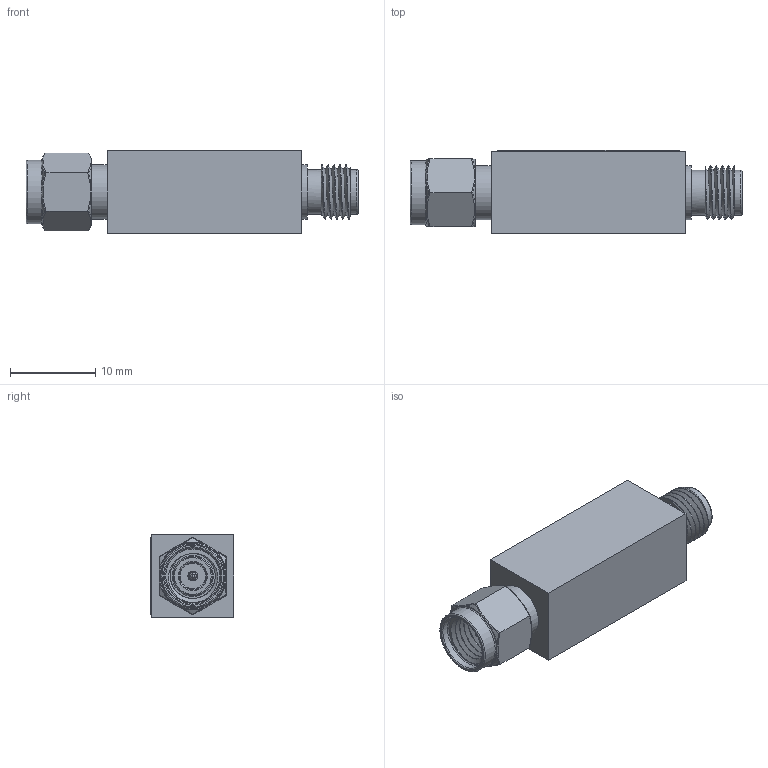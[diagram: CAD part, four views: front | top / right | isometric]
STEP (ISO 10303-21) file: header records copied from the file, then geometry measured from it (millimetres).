
FILE_DESCRIPTION (( 'STEP AP214' ), '1' );
FILE_NAME ('LM-118-100W-22DBM.STEP', '2025-01-14T20:41:15', ( '' ), ( '' ), 'SwSTEP 2.0', 'SolidWorks 2024', '' );
FILE_SCHEMA (( 'AUTOMOTIVE_DESIGN' ));
Length unit declared in the file: inch
Products named in the file (1): LM-118-100W-22DBM
Bounding box: 38.99 x 9.83 x 9.65 mm (x, y, z)
Volume: 2767.5 mm3; surface area: 2390.6 mm2
Topology: 5 solids, 6 shells, 767 faces, 2791 edges, 2131 vertices
Faces by surface type: plane 238, cylinder 231, torus 224, bspline 35, sphere 24, cone 15
Full cylindrical faces by diameter (mm): 0.914 x1, 1.016 x1, 1.27 x2, 4.191 x1, 4.572 x1, 4.597 x1, 5.283 x8, 6.35 x2, 6.604 x1, 7.493 x1
Entity records: 51204 total; most frequent: CARTESIAN_POINT 18607, ORIENTED_EDGE 5410, DIRECTION 4058, EDGE_CURVE 2705, VERTEX_POINT 2112, AXIS2_PLACEMENT_3D 1484, VECTOR 1090, LINE 1090
